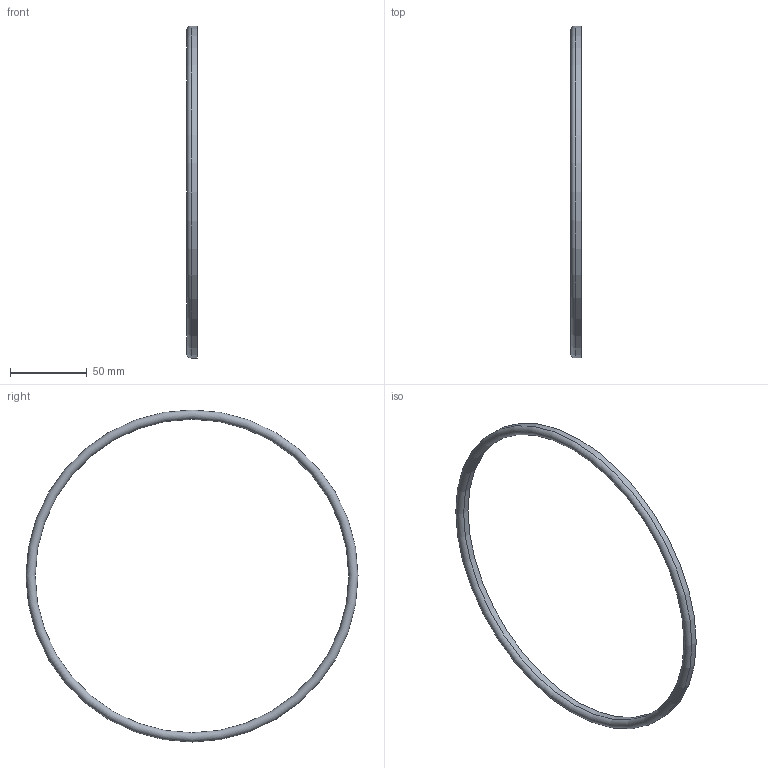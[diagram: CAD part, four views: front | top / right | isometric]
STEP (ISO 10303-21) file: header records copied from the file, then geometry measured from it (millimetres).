
FILE_DESCRIPTION((''),'2;1');
FILE_NAME('111002000X00.stp','2010-08-04T12:14:26',('thilbrands'),(''),'Autodesk Inventor 2008','Autodesk Inventor 2008','');
FILE_SCHEMA(('AUTOMOTIVE_DESIGN { 1 0 10303 214 1 1 1 1 }'));
Length unit declared in the file: millimetre
Products named in the file (1): 11100010
Bounding box: 7 x 216 x 216 mm (x, y, z)
Volume: 25160.4 mm3; surface area: 15454.1 mm2
Topology: 1 solids, 1 shells, 4 faces, 7 edges, 4 vertices
Faces by surface type: cylinder 2, torus 1, plane 1
Full cylindrical faces by diameter (mm): 204 x1, 216 x1
Entity records: 114 total; most frequent: DIRECTION 18, CARTESIAN_POINT 13, AXIS2_PLACEMENT_3D 9, ORIENTED_EDGE 8, EDGE_LOOP 8, VERTEX_POINT 4, CIRCLE 4, EDGE_CURVE 4
